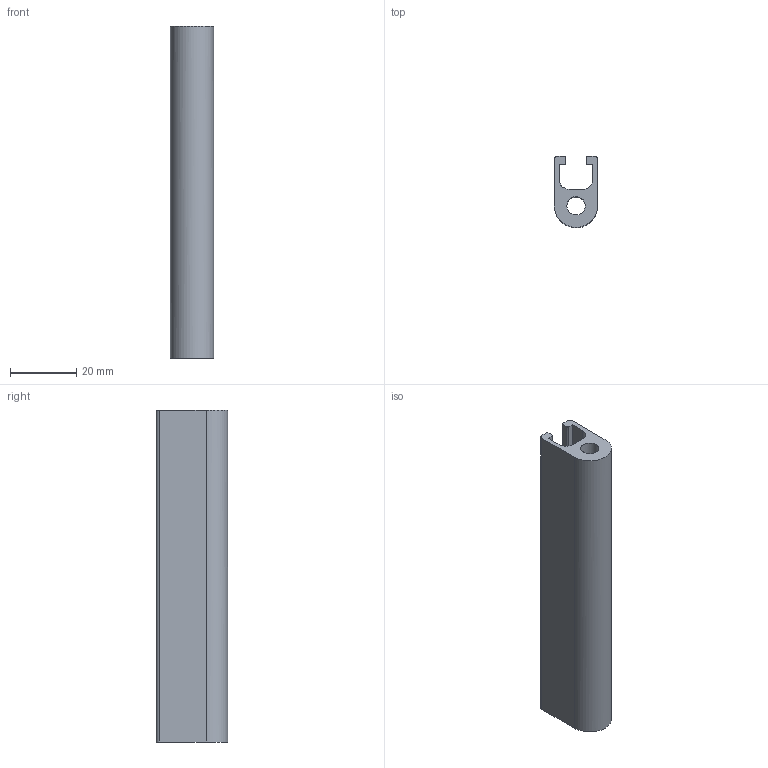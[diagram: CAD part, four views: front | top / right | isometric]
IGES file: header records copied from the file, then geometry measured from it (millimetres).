
Global section: file name: 101322; native system: Autodesk Inventor 2018; preprocessor: unknown; author: Hnátek,; organization: 11; date: 20200106.082556; units: millimetre
Bounding box: 13 x 21.5 x 100 mm (x, y, z)
Volume: 14910 mm3; surface area: 10778.9 mm2
Topology: 1 solids, 1 shells, 23 faces, 63 edges, 42 vertices
Faces by surface type: bspline 23
